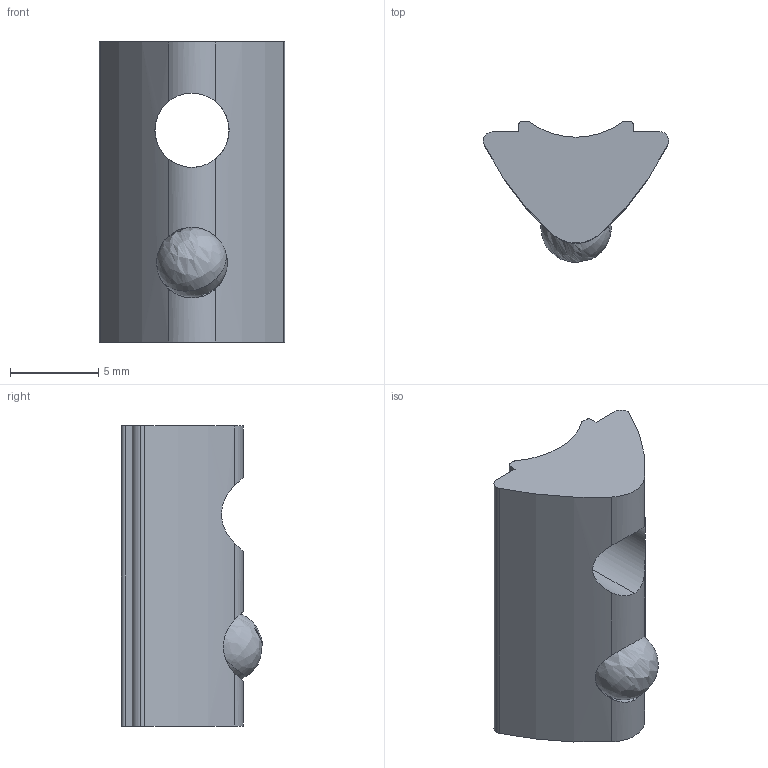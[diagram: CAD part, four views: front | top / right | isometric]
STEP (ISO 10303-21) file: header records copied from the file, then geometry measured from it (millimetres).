
FILE_DESCRIPTION (( 'STEP AP214' ), '1' );
FILE_NAME ('262200108.STEP', '2014-02-21T13:10:58', ( '' ), ( '' ), 'SwSTEP 2.0', 'SolidWorks 2014', '' );
FILE_SCHEMA (( 'AUTOMOTIVE_DESIGN' ));
Length unit declared in the file: millimetre
Products named in the file (1): 262200108
Bounding box: 10.5 x 7.99 x 17 mm (x, y, z)
Volume: 658.6 mm3; surface area: 759.7 mm2
Topology: 3 solids, 3 shells, 42 faces, 109 edges, 68 vertices
Faces by surface type: cylinder 17, plane 11, bspline 10, cone 4
Entity records: 2513 total; most frequent: CARTESIAN_POINT 1042, ORIENTED_EDGE 210, DIRECTION 189, EDGE_CURVE 105, AXIS2_PLACEMENT_3D 75, VERTEX_POINT 68, UNCERTAINTY_MEASURE_WITH_UNIT 47, COLOUR_RGB 46
